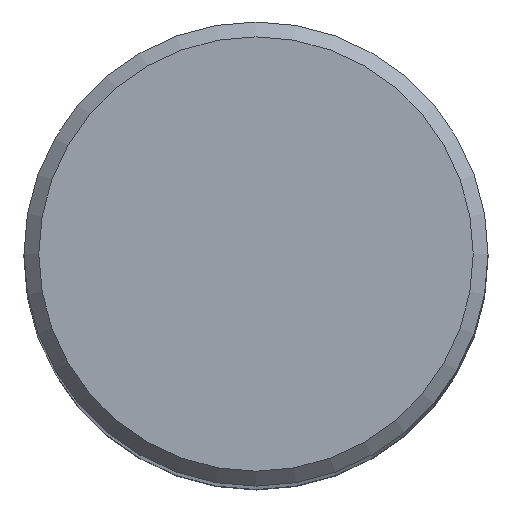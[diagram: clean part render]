
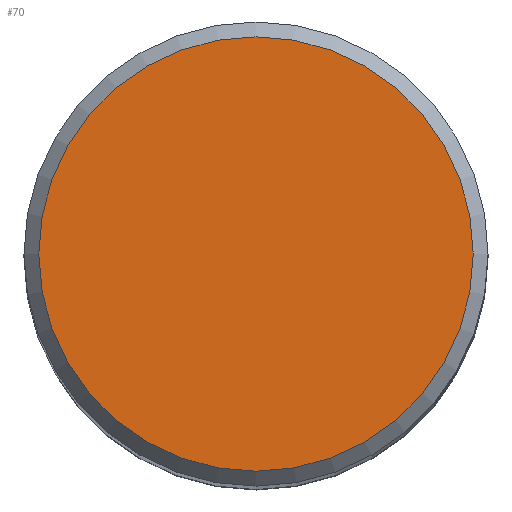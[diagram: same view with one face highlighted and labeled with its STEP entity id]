
A CAD part, top view. The second image highlights one B-rep face of the part: STEP entity #70.
In plain terms, the highlighted planar face has unit normal (0, 0, 1).
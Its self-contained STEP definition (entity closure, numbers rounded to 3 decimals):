
#70=ADVANCED_FACE('',(#85),#80,.T.);
#80=PLANE('',#191);
#85=FACE_OUTER_BOUND('',#91,.T.);
#91=EDGE_LOOP('',(#105));
#105=ORIENTED_EDGE('',*,*,#126,.F.);
#119=VERTEX_POINT('',#271);
#126=EDGE_CURVE('',#119,#119,#133,.T.);
#133=CIRCLE('',#190,4.458);
#190=AXIS2_PLACEMENT_3D('',#270,#215,#216);
#191=AXIS2_PLACEMENT_3D('',#272,#217,#218);
#215=DIRECTION('',(0.,0.,-1.));
#216=DIRECTION('',(-1.,0.,0.));
#217=DIRECTION('',(0.,0.,1.));
#218=DIRECTION('',(-1.,0.,0.));
#270=CARTESIAN_POINT('',(0.,0.,36.));
#271=CARTESIAN_POINT('',(-4.458,0.,36.));
#272=CARTESIAN_POINT('',(4.458,0.,36.));
